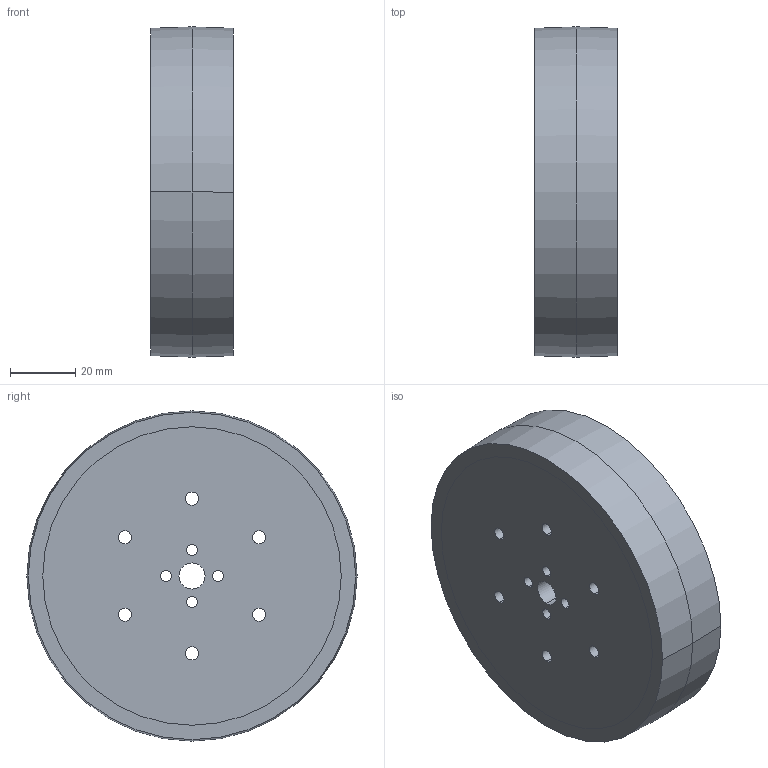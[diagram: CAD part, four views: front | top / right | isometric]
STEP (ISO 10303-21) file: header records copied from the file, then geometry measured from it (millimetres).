
FILE_DESCRIPTION (( 'STEP AP214' ), '1' );
FILE_NAME ('am-2648 4inWheel 8mm Hub REV2.STEP', '2018-07-02T14:37:09', ( '' ), ( '' ), 'SwSTEP 2.0', 'SolidWorks 2017', '' );
FILE_SCHEMA (( 'AUTOMOTIVE_DESIGN' ));
Length unit declared in the file: inch
Products named in the file (3): 4in Wheel Intergreated Hub 8mm Rev2; am-2648 4inWheel 8mm Hub REV2; 4in Tread
Assembly tree (2 placements, depth 2):
  am-2648 4inWheel 8mm Hub REV2
    4in Wheel Intergreated Hub 8mm Rev2
    4in Tread
Bounding box: 25.4 x 101.6 x 101.6 mm (x, y, z)
Volume: 92658.8 mm3; surface area: 51735.3 mm2
Topology: 2 solids, 2 shells, 609 faces, 1441 edges, 819 vertices
Faces by surface type: torus 226, cone 134, bspline 96, cylinder 94, plane 59
Entity records: 22460 total; most frequent: CARTESIAN_POINT 8616, DIRECTION 3102, ORIENTED_EDGE 2834, EDGE_CURVE 1417, AXIS2_PLACEMENT_3D 1389, CIRCLE 871, VERTEX_POINT 819, EDGE_LOOP 640
